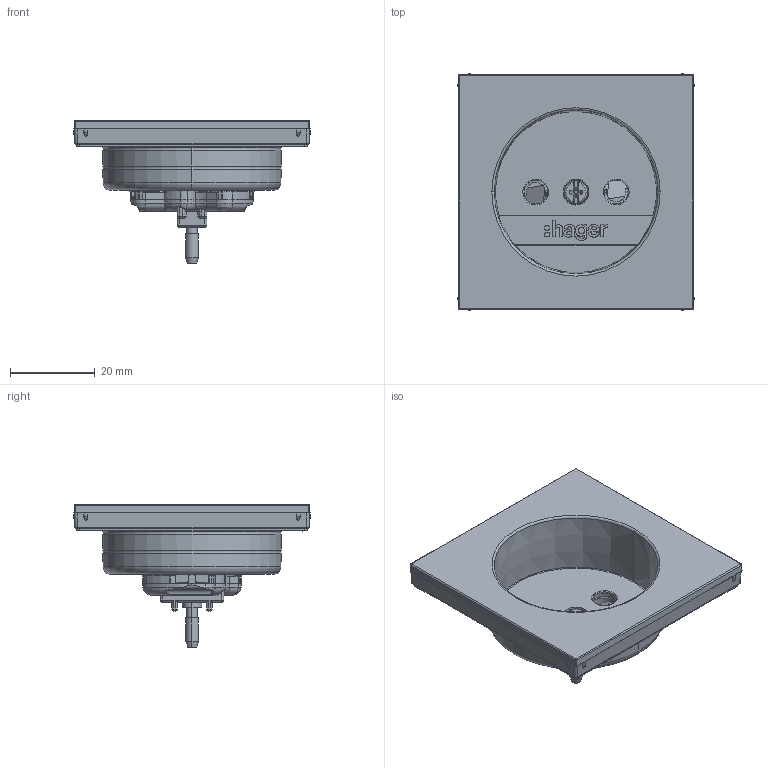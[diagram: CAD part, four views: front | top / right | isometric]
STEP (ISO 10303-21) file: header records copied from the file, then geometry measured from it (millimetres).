
FILE_DESCRIPTION((''),'2;1');
FILE_NAME('WAS7400_GEN_ASM','2025-03-21T17:47:56',('taglied'),(''),'CREO PARAMETRIC BY PTC INC, 2023154','CREO PARAMETRIC BY PTC INC, 2023154','');
FILE_SCHEMA(('AUTOMOTIVE_DESIGN { 1 0 10303 214 1 1 1 1 }'));
Products named in the file (7): W4G0276_18; 9003857000_001; 9022526000; W1D1238_00; W1F0077_00; W1A2397_GEN; WAS7400_GEN_ASM
Assembly tree (6 placements, depth 2):
  WAS7400_GEN_ASM
    W4G0276_18
    9003857000_001
    9022526000
    W1D1238_00
    W1F0077_00
    W1A2397_GEN
Bounding box: 55.9 x 55.9 x 33.8 mm (x, y, z)
Volume: 11805.6 mm3; surface area: 14473.9 mm2
Topology: 5 solids, 5 shells, 1847 faces, 4839 edges, 3052 vertices
Faces by surface type: plane 961, cylinder 357, bspline 220, torus 108, extrusion 87, cone 74, sphere 40
Entity records: 88915 total; most frequent: CARTESIAN_POINT 34759, ORIENTED_EDGE 9664, DIRECTION 7943, EDGE_CURVE 4832, PRESENTATION_STYLE_ASSIGNMENT 3450, STYLED_ITEM 3450, CURVE_STYLE 3448, VECTOR 3089
